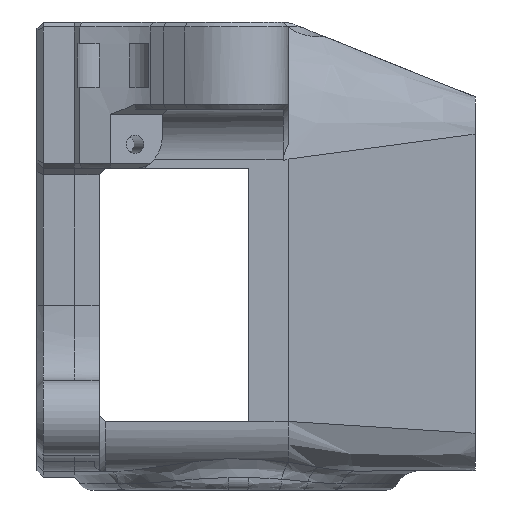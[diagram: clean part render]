
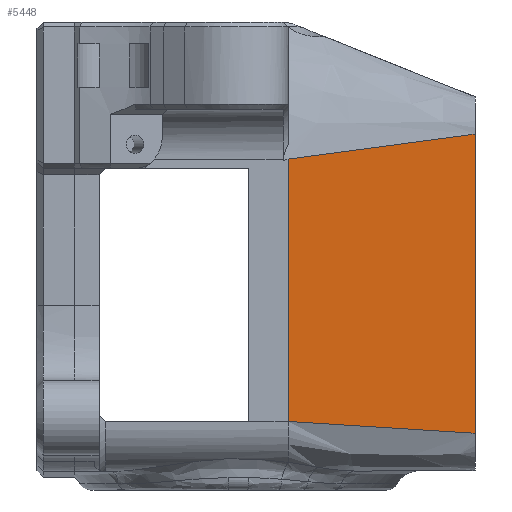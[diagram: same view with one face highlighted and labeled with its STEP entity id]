
A CAD part, left-side view. The second image highlights one B-rep face of the part: STEP entity #5448.
In plain terms, the highlighted planar face has unit normal (-0.999, 0.033, 0).
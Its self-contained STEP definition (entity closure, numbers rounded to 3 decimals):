
#854=FACE_OUTER_BOUND('',#1197,.T.);
#1197=EDGE_LOOP('',(#4653,#4654,#4655,#4656));
#1619=LINE('',#12003,#2030);
#1638=LINE('',#12864,#2049);
#1639=LINE('',#12867,#2050);
#1640=LINE('',#12868,#2051);
#2030=VECTOR('',#6722,10.);
#2049=VECTOR('',#6787,15.141);
#2050=VECTOR('',#6790,10.);
#2051=VECTOR('',#6791,10.);
#2493=VERTEX_POINT('',#12000);
#2494=VERTEX_POINT('',#12002);
#2540=VERTEX_POINT('',#12859);
#2541=VERTEX_POINT('',#12866);
#3208=EDGE_CURVE('',#2494,#2493,#1619,.T.);
#3277=EDGE_CURVE('',#2540,#2493,#1638,.T.);
#3278=EDGE_CURVE('',#2541,#2540,#1639,.T.);
#3279=EDGE_CURVE('',#2541,#2494,#1640,.T.);
#4653=ORIENTED_EDGE('',*,*,#3278,.F.);
#4654=ORIENTED_EDGE('',*,*,#3279,.T.);
#4655=ORIENTED_EDGE('',*,*,#3208,.T.);
#4656=ORIENTED_EDGE('',*,*,#3277,.F.);
#5181=PLANE('',#5805);
#5448=ADVANCED_FACE('',(#854),#5181,.F.);
#5805=AXIS2_PLACEMENT_3D('',#12865,#6788,#6789);
#6722=DIRECTION('',(0.,0.,1.));
#6787=DIRECTION('',(-0.033,-0.991,0.132));
#6788=DIRECTION('center_axis',(0.999,-0.033,0.));
#6789=DIRECTION('ref_axis',(0.,0.,-1.));
#6790=DIRECTION('',(0.,0.,1.));
#6791=DIRECTION('',(-0.033,-0.997,-0.063));
#12000=CARTESIAN_POINT('',(111.837,102.7,79.403));
#12002=CARTESIAN_POINT('',(111.837,102.7,55.403));
#12003=CARTESIAN_POINT('',(111.837,102.7,55.403));
#12859=CARTESIAN_POINT('',(112.337,117.7,77.403));
#12864=CARTESIAN_POINT('',(112.337,117.7,77.403));
#12865=CARTESIAN_POINT('Origin',(112.337,117.7,56.348));
#12866=CARTESIAN_POINT('',(112.337,117.7,56.348));
#12867=CARTESIAN_POINT('',(112.337,117.7,69.009));
#12868=CARTESIAN_POINT('',(112.337,117.7,56.348));
